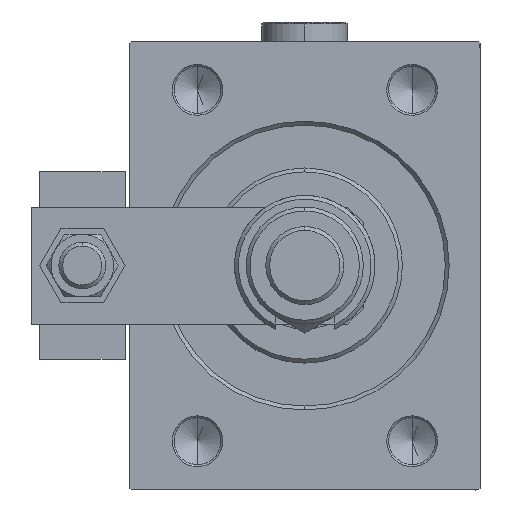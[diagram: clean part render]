
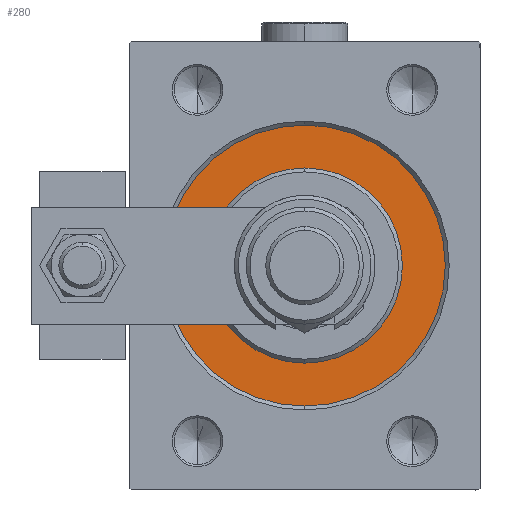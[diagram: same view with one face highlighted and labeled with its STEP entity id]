
A CAD part, left-side view. The second image highlights one B-rep face of the part: STEP entity #280.
In plain terms, the highlighted face is planar.
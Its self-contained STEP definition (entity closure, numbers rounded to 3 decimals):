
#280 = ADVANCED_FACE ( 'NONE', ( #42842, #46158 ), #8617, .F. ) ;
#521 = CARTESIAN_POINT ( 'NONE',  ( 0., 0., 25. ) ) ;
#673 = EDGE_CURVE ( 'NONE', #36187, #2967, #29846, .T. ) ;
#2967 = VERTEX_POINT ( 'NONE', #521 ) ;
#3000 = CIRCLE ( 'NONE', #23115, 36. ) ;
#6224 = AXIS2_PLACEMENT_3D ( 'NONE', #34082, #42042, #9415 ) ;
#6336 = AXIS2_PLACEMENT_3D ( 'NONE', #6993, #23699, #18794 ) ;
#6737 = ORIENTED_EDGE ( 'NONE', *, *, #33663, .F. ) ;
#6993 = CARTESIAN_POINT ( 'NONE',  ( 0., 0., 0. ) ) ;
#7024 = VERTEX_POINT ( 'NONE', #10769 ) ;
#8617 = PLANE ( 'NONE',  #6224 ) ;
#9415 = DIRECTION ( 'NONE',  ( 0., 0., 1. ) ) ;
#10007 = EDGE_CURVE ( 'NONE', #7024, #16043, #3000, .T. ) ;
#10769 = CARTESIAN_POINT ( 'NONE',  ( 0., 0., 36. ) ) ;
#11583 = CARTESIAN_POINT ( 'NONE',  ( 0., 0., 0. ) ) ;
#13055 = ORIENTED_EDGE ( 'NONE', *, *, #673, .F. ) ;
#16043 = VERTEX_POINT ( 'NONE', #23263 ) ;
#16177 = CARTESIAN_POINT ( 'NONE',  ( 0., 0., 0. ) ) ;
#18096 = DIRECTION ( 'NONE',  ( 0., 0., 1. ) ) ;
#18794 = DIRECTION ( 'NONE',  ( 0., 0., 1. ) ) ;
#19286 = CIRCLE ( 'NONE', #35915, 25. ) ;
#23115 = AXIS2_PLACEMENT_3D ( 'NONE', #31213, #43285, #18096 ) ;
#23263 = CARTESIAN_POINT ( 'NONE',  ( 0., 0., -36. ) ) ;
#23699 = DIRECTION ( 'NONE',  ( -1., 0., 0. ) ) ;
#24106 = DIRECTION ( 'NONE',  ( 0., 0., -1. ) ) ;
#27445 = CARTESIAN_POINT ( 'NONE',  ( 0., 0., -25. ) ) ;
#27862 = ORIENTED_EDGE ( 'NONE', *, *, #48061, .F. ) ;
#29846 = CIRCLE ( 'NONE', #41246, 25. ) ;
#31213 = CARTESIAN_POINT ( 'NONE',  ( 0., 0., 0. ) ) ;
#33663 = EDGE_CURVE ( 'NONE', #2967, #36187, #19286, .T. ) ;
#34082 = CARTESIAN_POINT ( 'NONE',  ( 0., 0., 0. ) ) ;
#34339 = CIRCLE ( 'NONE', #6336, 36. ) ;
#35341 = EDGE_LOOP ( 'NONE', ( #6737, #13055 ) ) ;
#35897 = DIRECTION ( 'NONE',  ( 1., 0., 0. ) ) ;
#35915 = AXIS2_PLACEMENT_3D ( 'NONE', #11583, #53531, #37084 ) ;
#36187 = VERTEX_POINT ( 'NONE', #27445 ) ;
#37067 = EDGE_LOOP ( 'NONE', ( #27862, #40395 ) ) ;
#37084 = DIRECTION ( 'NONE',  ( 0., 0., -1. ) ) ;
#40395 = ORIENTED_EDGE ( 'NONE', *, *, #10007, .F. ) ;
#41246 = AXIS2_PLACEMENT_3D ( 'NONE', #16177, #35897, #24106 ) ;
#42042 = DIRECTION ( 'NONE',  ( -1., 0., 0. ) ) ;
#42842 = FACE_BOUND ( 'NONE', #35341, .T. ) ;
#43285 = DIRECTION ( 'NONE',  ( -1., 0., 0. ) ) ;
#46158 = FACE_OUTER_BOUND ( 'NONE', #37067, .T. ) ;
#48061 = EDGE_CURVE ( 'NONE', #16043, #7024, #34339, .T. ) ;
#53531 = DIRECTION ( 'NONE',  ( 1., 0., 0. ) ) ;
